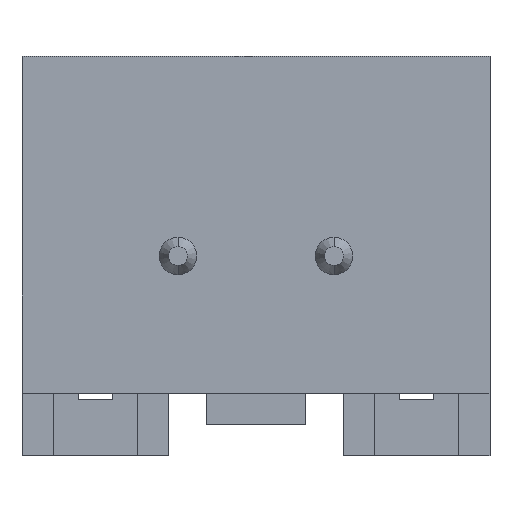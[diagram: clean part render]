
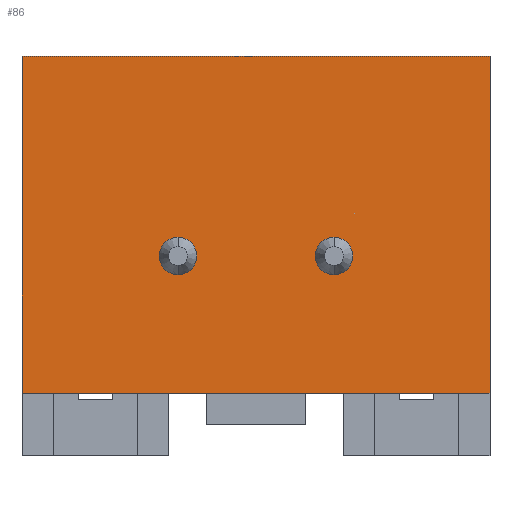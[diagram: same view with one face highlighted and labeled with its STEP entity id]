
A CAD part, front view. The second image highlights one B-rep face of the part: STEP entity #86.
In plain terms, the highlighted planar face has unit normal (0, -1, 0).
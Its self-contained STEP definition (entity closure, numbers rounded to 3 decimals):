
#44 = VERTEX_POINT ( 'NONE', #2889 ) ;
#63 = EDGE_LOOP ( 'NONE', ( #2688, #1229 ) ) ;
#79 = EDGE_CURVE ( 'NONE', #44, #381, #669, .T. ) ;
#86 = ADVANCED_FACE ( 'NONE', ( #890, #1834, #846 ), #804, .F. ) ;
#96 = DIRECTION ( 'NONE',  ( -1., 0., 0. ) ) ;
#129 = DIRECTION ( 'NONE',  ( 0., -1., 0. ) ) ;
#151 = CARTESIAN_POINT ( 'NONE',  ( -1.25, 0., 0. ) ) ;
#232 = AXIS2_PLACEMENT_3D ( 'NONE', #151, #1743, #1503 ) ;
#244 = AXIS2_PLACEMENT_3D ( 'NONE', #1796, #2956, #1629 ) ;
#308 = CARTESIAN_POINT ( 'NONE',  ( 1.25, 0., 0. ) ) ;
#356 = CARTESIAN_POINT ( 'NONE',  ( 0., 0., 0. ) ) ;
#363 = DIRECTION ( 'NONE',  ( 0., 0., 1. ) ) ;
#381 = VERTEX_POINT ( 'NONE', #2641 ) ;
#382 = VECTOR ( 'NONE', #1515, 1000. ) ;
#408 = ORIENTED_EDGE ( 'NONE', *, *, #1026, .F. ) ;
#415 = AXIS2_PLACEMENT_3D ( 'NONE', #308, #129, #754 ) ;
#541 = CARTESIAN_POINT ( 'NONE',  ( 3.75, 0., 3.2 ) ) ;
#611 = EDGE_CURVE ( 'NONE', #2791, #2737, #1235, .T. ) ;
#621 = CARTESIAN_POINT ( 'NONE',  ( -3.75, 0., 3.2 ) ) ;
#669 = CIRCLE ( 'NONE', #232, 0.3 ) ;
#723 = EDGE_CURVE ( 'NONE', #1319, #1476, #2286, .T. ) ;
#754 = DIRECTION ( 'NONE',  ( 0., 0., 1. ) ) ;
#804 = PLANE ( 'NONE',  #2465 ) ;
#829 = VECTOR ( 'NONE', #1426, 1000. ) ;
#846 = FACE_OUTER_BOUND ( 'NONE', #1556, .T. ) ;
#890 = FACE_BOUND ( 'NONE', #63, .T. ) ;
#892 = DIRECTION ( 'NONE',  ( 0., -1., 0. ) ) ;
#995 = CIRCLE ( 'NONE', #244, 0.3 ) ;
#1026 = EDGE_CURVE ( 'NONE', #381, #44, #995, .T. ) ;
#1067 = EDGE_CURVE ( 'NONE', #2552, #1319, #2538, .T. ) ;
#1190 = ORIENTED_EDGE ( 'NONE', *, *, #79, .F. ) ;
#1222 = CARTESIAN_POINT ( 'NONE',  ( 3.75, 0., -2.2 ) ) ;
#1229 = ORIENTED_EDGE ( 'NONE', *, *, #611, .F. ) ;
#1235 = CIRCLE ( 'NONE', #2481, 0.3 ) ;
#1245 = VECTOR ( 'NONE', #363, 1000. ) ;
#1319 = VERTEX_POINT ( 'NONE', #2732 ) ;
#1426 = DIRECTION ( 'NONE',  ( 1., 0., 0. ) ) ;
#1476 = VERTEX_POINT ( 'NONE', #541 ) ;
#1503 = DIRECTION ( 'NONE',  ( 0., 0., 1. ) ) ;
#1515 = DIRECTION ( 'NONE',  ( 0., 0., -1. ) ) ;
#1556 = EDGE_LOOP ( 'NONE', ( #2866, #1670, #2524, #1687 ) ) ;
#1584 = DIRECTION ( 'NONE',  ( 0., 0., 1. ) ) ;
#1594 = CARTESIAN_POINT ( 'NONE',  ( 1.25, 0., 0. ) ) ;
#1629 = DIRECTION ( 'NONE',  ( 0., 0., 1. ) ) ;
#1639 = EDGE_LOOP ( 'NONE', ( #1190, #408 ) ) ;
#1670 = ORIENTED_EDGE ( 'NONE', *, *, #2880, .F. ) ;
#1687 = ORIENTED_EDGE ( 'NONE', *, *, #723, .F. ) ;
#1743 = DIRECTION ( 'NONE',  ( 0., -1., 0. ) ) ;
#1796 = CARTESIAN_POINT ( 'NONE',  ( -1.25, 0., 0. ) ) ;
#1834 = FACE_BOUND ( 'NONE', #1639, .T. ) ;
#1846 = VECTOR ( 'NONE', #96, 1000. ) ;
#1940 = CIRCLE ( 'NONE', #415, 0.3 ) ;
#1952 = DIRECTION ( 'NONE',  ( 0., 1., 0. ) ) ;
#1973 = DIRECTION ( 'NONE',  ( 0., 0., 1. ) ) ;
#2131 = EDGE_CURVE ( 'NONE', #2737, #2791, #1940, .T. ) ;
#2198 = CARTESIAN_POINT ( 'NONE',  ( 3.75, 0., 3.2 ) ) ;
#2286 = LINE ( 'NONE', #2198, #829 ) ;
#2296 = EDGE_CURVE ( 'NONE', #1476, #2403, #2841, .T. ) ;
#2303 = LINE ( 'NONE', #1222, #1846 ) ;
#2336 = CARTESIAN_POINT ( 'NONE',  ( 1.25, 0., 0.3 ) ) ;
#2403 = VERTEX_POINT ( 'NONE', #2707 ) ;
#2465 = AXIS2_PLACEMENT_3D ( 'NONE', #356, #1952, #1973 ) ;
#2481 = AXIS2_PLACEMENT_3D ( 'NONE', #1594, #892, #1584 ) ;
#2524 = ORIENTED_EDGE ( 'NONE', *, *, #2296, .F. ) ;
#2538 = LINE ( 'NONE', #621, #1245 ) ;
#2552 = VERTEX_POINT ( 'NONE', #2735 ) ;
#2641 = CARTESIAN_POINT ( 'NONE',  ( -1.25, 0., -0.3 ) ) ;
#2663 = CARTESIAN_POINT ( 'NONE',  ( 3.75, 0., 3.2 ) ) ;
#2688 = ORIENTED_EDGE ( 'NONE', *, *, #2131, .F. ) ;
#2707 = CARTESIAN_POINT ( 'NONE',  ( 3.75, 0., -2.2 ) ) ;
#2732 = CARTESIAN_POINT ( 'NONE',  ( -3.75, 0., 3.2 ) ) ;
#2735 = CARTESIAN_POINT ( 'NONE',  ( -3.75, 0., -2.2 ) ) ;
#2737 = VERTEX_POINT ( 'NONE', #2336 ) ;
#2791 = VERTEX_POINT ( 'NONE', #2851 ) ;
#2841 = LINE ( 'NONE', #2663, #382 ) ;
#2851 = CARTESIAN_POINT ( 'NONE',  ( 1.25, 0., -0.3 ) ) ;
#2866 = ORIENTED_EDGE ( 'NONE', *, *, #1067, .F. ) ;
#2880 = EDGE_CURVE ( 'NONE', #2403, #2552, #2303, .T. ) ;
#2889 = CARTESIAN_POINT ( 'NONE',  ( -1.25, 0., 0.3 ) ) ;
#2956 = DIRECTION ( 'NONE',  ( 0., -1., 0. ) ) ;
